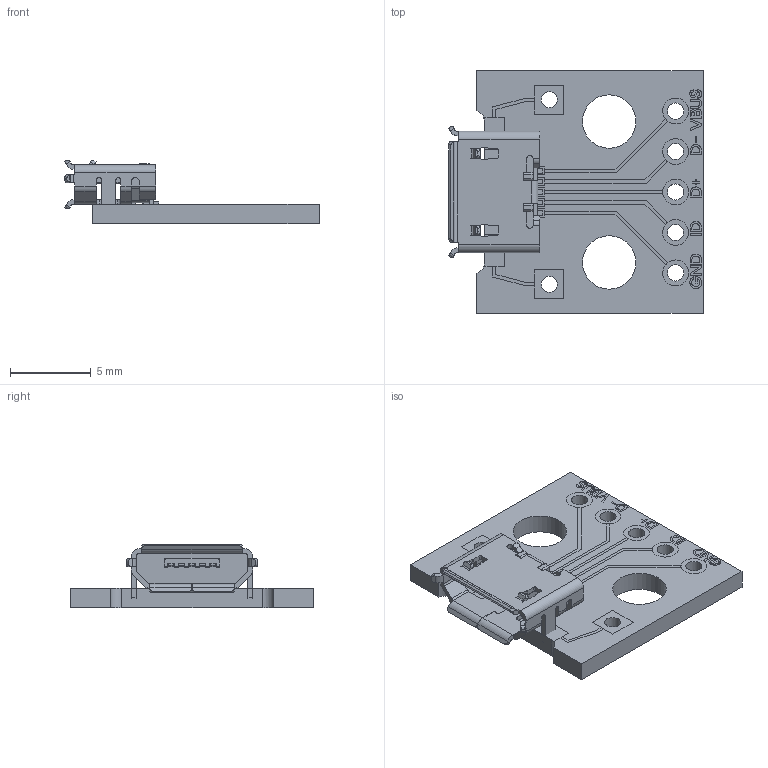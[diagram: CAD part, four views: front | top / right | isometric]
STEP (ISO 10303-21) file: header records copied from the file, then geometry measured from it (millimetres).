
FILE_DESCRIPTION(('FreeCAD Model'),'2;1');
FILE_NAME('REAL-Usb 5pin Board.step', '2021-09-02T13:25:29',('kicad StepUp'),('ksu MCAD'), 'Open CASCADE STEP processor 7.3','FreeCAD','Unknown');
FILE_SCHEMA(('AUTOMOTIVE_DESIGN { 1 0 10303 214 1 1 1 1 }'));
Products named in the file (1): REAL-Usb_5pin_Board
Bounding box: 15.7 x 15 x 3.92 mm (x, y, z)
Volume: 264.1 mm3; surface area: 802.9 mm2
Topology: 8 solids, 8 shells, 572 faces, 5349 edges, 15465 vertices
Faces by surface type: plane 383, cylinder 180, bspline 5, torus 4
Full cylindrical faces by diameter (mm): 1 x7, 3.3 x2
Entity records: 62947 total; most frequent: CARTESIAN_POINT 24645, DIRECTION 7283, LINE 3933, VECTOR 3933, GEOMETRIC_CURVE_SET 3567, ORIENTED_EDGE 3566, TRIMMED_CURVE 3566, EDGE_CURVE 1783
